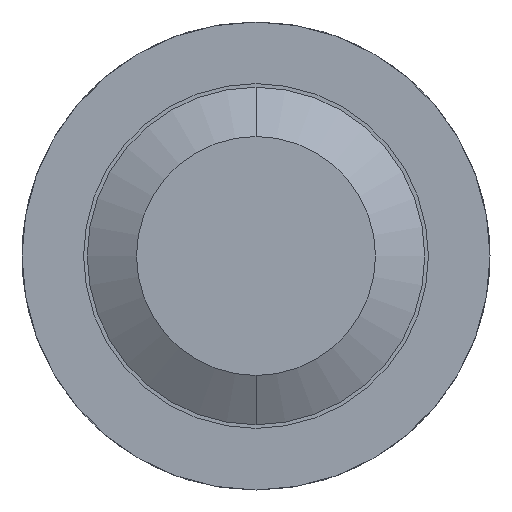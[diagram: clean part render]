
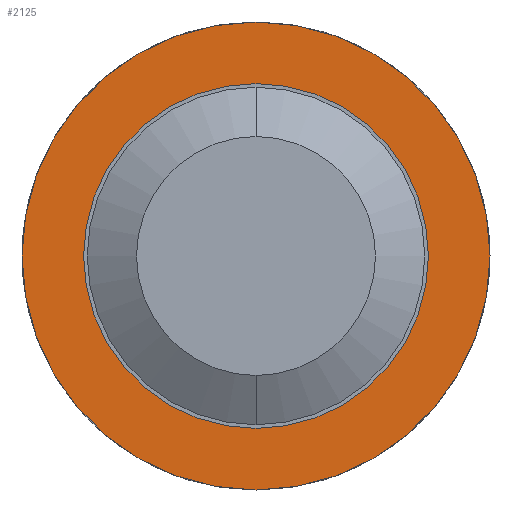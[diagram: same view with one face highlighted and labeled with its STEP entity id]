
A CAD part, front view. The second image highlights one B-rep face of the part: STEP entity #2125.
In plain terms, the highlighted planar face has unit normal (0, -1, 0).
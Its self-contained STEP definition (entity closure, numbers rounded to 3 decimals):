
#94 = CIRCLE ( 'NONE', #2792, 0.95 ) ;
#145 = PLANE ( 'NONE',  #1520 ) ;
#186 = VERTEX_POINT ( 'NONE', #779 ) ;
#338 = CARTESIAN_POINT ( 'NONE',  ( 0., -2.5, 0. ) ) ;
#499 = ORIENTED_EDGE ( 'NONE', *, *, #3839, .F. ) ;
#619 = CIRCLE ( 'NONE', #2526, 0.685 ) ;
#711 = DIRECTION ( 'NONE',  ( 0., 0., 1. ) ) ;
#779 = CARTESIAN_POINT ( 'NONE',  ( 0., -2.5, -0.685 ) ) ;
#801 = AXIS2_PLACEMENT_3D ( 'NONE', #3029, #1809, #1910 ) ;
#959 = VERTEX_POINT ( 'NONE', #1010 ) ;
#1010 = CARTESIAN_POINT ( 'NONE',  ( 0., -2.5, 0.685 ) ) ;
#1066 = DIRECTION ( 'NONE',  ( 0., 1., 0. ) ) ;
#1105 = VERTEX_POINT ( 'NONE', #2616 ) ;
#1109 = VERTEX_POINT ( 'NONE', #1684 ) ;
#1210 = EDGE_LOOP ( 'NONE', ( #2682, #3047 ) ) ;
#1216 = EDGE_CURVE ( 'Defeature ausgef�hrt2_8+Defeature ausgef�hrt2_9+Defeature ausgef�hrt2_9+Defeature ausgef�hrt2_9', #1105, #1109, #2573, .T. ) ;
#1393 = CARTESIAN_POINT ( 'NONE',  ( 0.95, -2.5, 0. ) ) ;
#1476 = FACE_BOUND ( 'NONE', #1210, .T. ) ;
#1520 = AXIS2_PLACEMENT_3D ( 'NONE', #1393, #1066, #3914 ) ;
#1612 = DIRECTION ( 'NONE',  ( 0., 1., 0. ) ) ;
#1684 = CARTESIAN_POINT ( 'NONE',  ( 0., -2.5, -0.95 ) ) ;
#1732 = AXIS2_PLACEMENT_3D ( 'NONE', #2631, #2547, #1972 ) ;
#1806 = EDGE_LOOP ( 'NONE', ( #2026, #499 ) ) ;
#1809 = DIRECTION ( 'NONE',  ( 0., 1., 0. ) ) ;
#1910 = DIRECTION ( 'NONE',  ( 0., 0., 1. ) ) ;
#1930 = CARTESIAN_POINT ( 'NONE',  ( 0., -2.5, 0. ) ) ;
#1934 = CIRCLE ( 'NONE', #1732, 0.685 ) ;
#1972 = DIRECTION ( 'NONE',  ( 0., 0., 1. ) ) ;
#2026 = ORIENTED_EDGE ( 'NONE', *, *, #1216, .F. ) ;
#2125 = ADVANCED_FACE ( 'Defeature ausgef�hrt2_9', ( #2991, #1476 ), #145, .F. ) ;
#2526 = AXIS2_PLACEMENT_3D ( 'NONE', #338, #1612, #711 ) ;
#2547 = DIRECTION ( 'NONE',  ( 0., 1., 0. ) ) ;
#2573 = CIRCLE ( 'NONE', #801, 0.95 ) ;
#2616 = CARTESIAN_POINT ( 'NONE',  ( 0., -2.5, 0.95 ) ) ;
#2631 = CARTESIAN_POINT ( 'NONE',  ( 0., -2.5, 0. ) ) ;
#2682 = ORIENTED_EDGE ( 'NONE', *, *, #3736, .T. ) ;
#2792 = AXIS2_PLACEMENT_3D ( 'NONE', #1930, #3553, #3187 ) ;
#2991 = FACE_OUTER_BOUND ( 'NONE', #1806, .T. ) ;
#3029 = CARTESIAN_POINT ( 'NONE',  ( 0., -2.5, 0. ) ) ;
#3047 = ORIENTED_EDGE ( 'NONE', *, *, #3385, .T. ) ;
#3187 = DIRECTION ( 'NONE',  ( 0., 0., 1. ) ) ;
#3385 = EDGE_CURVE ( 'Defeature ausgef�hrt2_9+Defeature ausgef�hrt2_3+Defeature ausgef�hrt2_3+Defeature ausgef�hrt2_3', #186, #959, #1934, .T. ) ;
#3553 = DIRECTION ( 'NONE',  ( 0., 1., 0. ) ) ;
#3736 = EDGE_CURVE ( 'Defeature ausgef�hrt2_9+Defeature ausgef�hrt2_3+Defeature ausgef�hrt2_3+Defeature ausgef�hrt2_3', #959, #186, #619, .T. ) ;
#3839 = EDGE_CURVE ( 'Defeature ausgef�hrt2_8+Defeature ausgef�hrt2_9+Defeature ausgef�hrt2_9+Defeature ausgef�hrt2_9', #1109, #1105, #94, .T. ) ;
#3914 = DIRECTION ( 'NONE',  ( 0., 0., 1. ) ) ;
